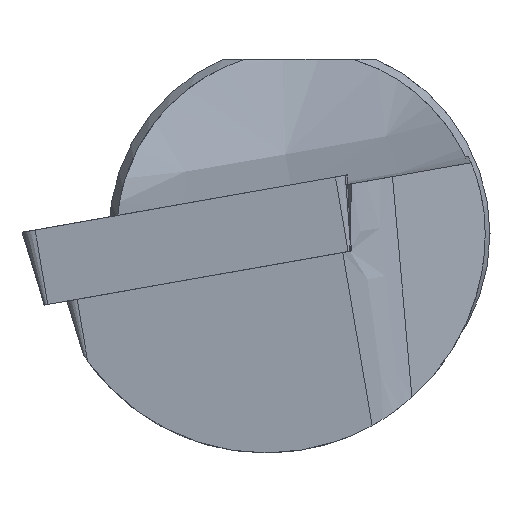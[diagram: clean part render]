
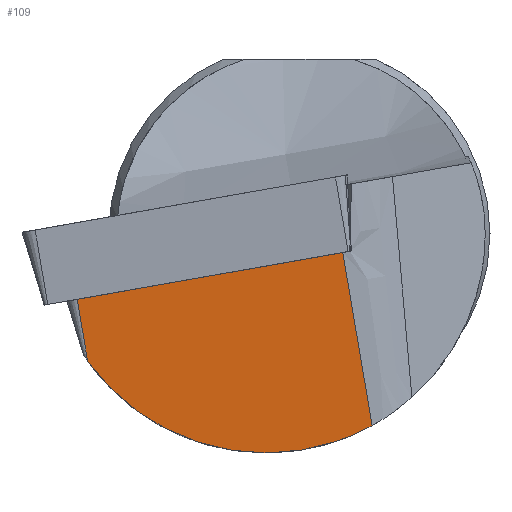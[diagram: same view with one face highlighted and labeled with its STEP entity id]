
A CAD part, left-side view. The second image highlights one B-rep face of the part: STEP entity #109.
In plain terms, the highlighted planar face has unit normal (-0.991, -0.071, -0.111).
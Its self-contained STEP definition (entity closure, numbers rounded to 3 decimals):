
#109=ADVANCED_FACE('',(#157),#141,.T.);
#141=PLANE('',#592);
#157=FACE_OUTER_BOUND('',#188,.T.);
#188=EDGE_LOOP('',(#227,#228,#229,#230));
#221=ELLIPSE('',#591,6.961,6.9);
#227=ORIENTED_EDGE('',*,*,#440,.F.);
#228=ORIENTED_EDGE('',*,*,#441,.T.);
#229=ORIENTED_EDGE('',*,*,#442,.T.);
#230=ORIENTED_EDGE('',*,*,#443,.F.);
#387=VERTEX_POINT('',#795);
#388=VERTEX_POINT('',#796);
#389=VERTEX_POINT('',#798);
#390=VERTEX_POINT('',#800);
#440=EDGE_CURVE('',#387,#388,#520,.T.);
#441=EDGE_CURVE('',#387,#389,#521,.T.);
#442=EDGE_CURVE('',#389,#390,#221,.T.);
#443=EDGE_CURVE('',#388,#390,#522,.T.);
#520=LINE('',#794,#555);
#521=LINE('',#797,#556);
#522=LINE('',#801,#557);
#555=VECTOR('',#648,1.);
#556=VECTOR('',#649,1.);
#557=VECTOR('',#652,1.);
#591=AXIS2_PLACEMENT_3D('',#799,#650,#651);
#592=AXIS2_PLACEMENT_3D('',#802,#653,#654);
#648=DIRECTION('',(0.052,-0.983,0.173));
#649=DIRECTION('',(0.122,-0.166,-0.979));
#650=DIRECTION('',(-0.991,-0.072,-0.111));
#651=DIRECTION('',(0.132,-0.537,-0.833));
#652=DIRECTION('',(0.122,-0.166,-0.979));
#653=DIRECTION('',(-0.991,-0.072,-0.111));
#654=DIRECTION('',(-0.111,0.,0.994));
#794=CARTESIAN_POINT('',(0.569,7.128,-2.087));
#795=CARTESIAN_POINT('',(0.576,6.995,-2.063));
#796=CARTESIAN_POINT('',(1.014,-1.365,-0.589));
#797=CARTESIAN_POINT('',(0.284,7.394,0.283));
#798=CARTESIAN_POINT('',(0.818,6.665,-4.011));
#799=CARTESIAN_POINT('',(0.774,1.05,0.));
#800=CARTESIAN_POINT('',(1.692,-2.29,-6.038));
#801=CARTESIAN_POINT('',(0.723,-0.966,1.757));
#802=CARTESIAN_POINT('',(0.277,7.527,0.26));
